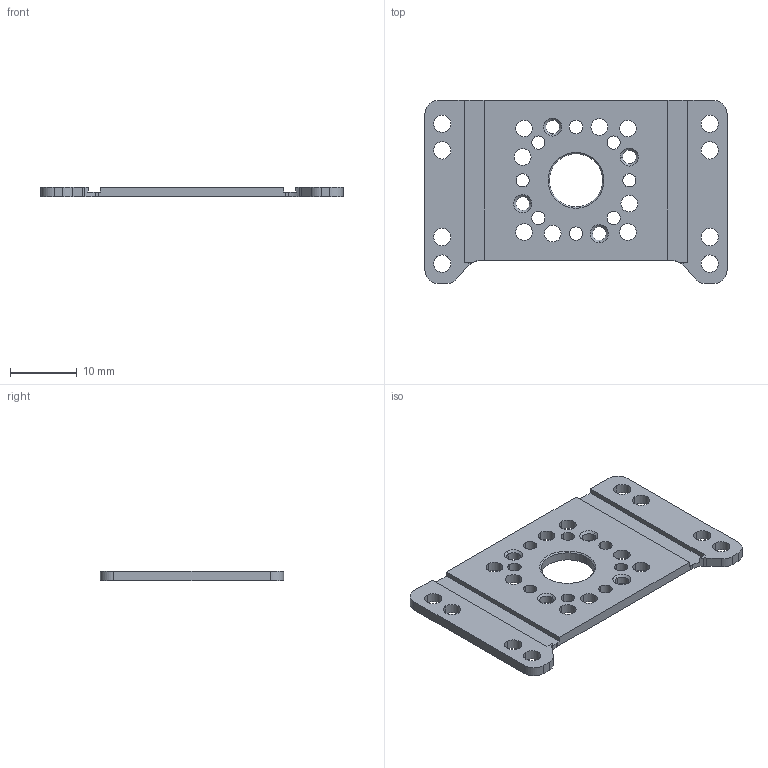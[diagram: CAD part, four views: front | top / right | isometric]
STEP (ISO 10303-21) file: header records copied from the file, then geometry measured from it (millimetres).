
FILE_DESCRIPTION(/* description */ (''),/* implementation_level */ '2;1');
FILE_NAME(/* name */ '14_FR07_S101.step',/* time_stamp */ '2011-05-25T17:51:50-04:00',/* author */ (''),/* organization */ (''),/* preprocessor_version */ 'ST-DEVELOPER v11',/* originating_system */ 'SIEMENS PLM Software NX 7.0',/* authorisation */ '');
FILE_SCHEMA (('AUTOMOTIVE_DESIGN { 1 0 10303 214 1 1 1 1 }'));
Length unit declared in the file: millimetre
Products named in the file (1): 14_FR07_S101
Bounding box: 45.33 x 27.5 x 1.5 mm (x, y, z)
Volume: 1320.1 mm3; surface area: 2529.3 mm2
Topology: 1 solids, 1 shells, 110 faces, 304 edges, 196 vertices
Faces by surface type: cylinder 68, plane 30, cone 10, extrusion 2
Entity records: 3960 total; most frequent: CARTESIAN_POINT 893, DIRECTION 662, ORIENTED_EDGE 608, EDGE_CURVE 304, AXIS2_PLACEMENT_3D 255, VERTEX_POINT 196, EDGE_LOOP 168, VECTOR 152
